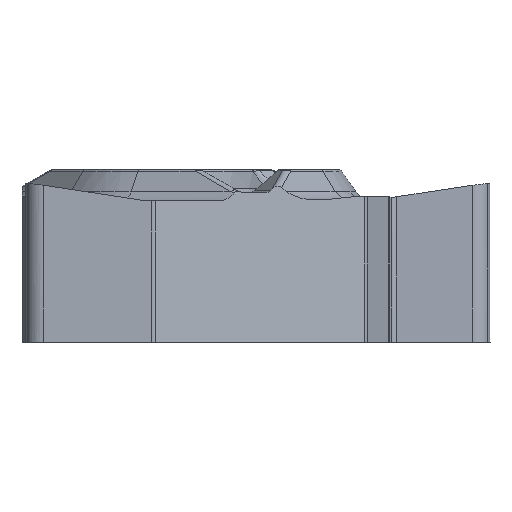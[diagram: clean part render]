
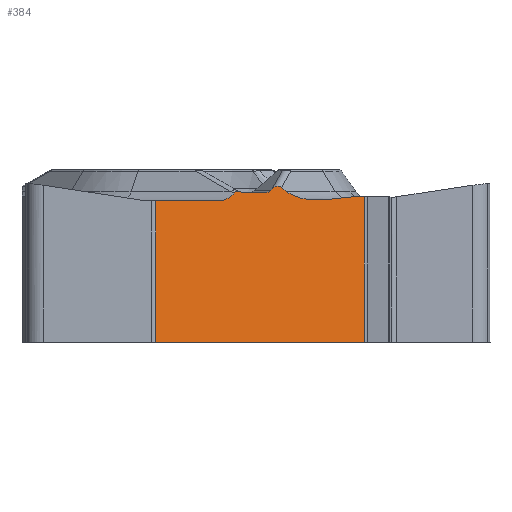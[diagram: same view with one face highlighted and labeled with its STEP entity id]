
A CAD part, front view. The second image highlights one B-rep face of the part: STEP entity #384.
In plain terms, the highlighted planar face has unit normal (0.5, -0.866, 0).
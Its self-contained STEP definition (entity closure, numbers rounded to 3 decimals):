
#167=FACE_OUTER_BOUND('',#606,.T.);
#326=ELLIPSE('',#2868,1.5,0.75);
#327=ELLIPSE('',#2869,0.304,0.205);
#328=ELLIPSE('',#2870,0.309,0.3);
#329=ELLIPSE('',#2871,0.309,0.3);
#330=ELLIPSE('',#2872,0.884,0.75);
#384=ADVANCED_FACE('',(#167),#541,.F.);
#541=PLANE('',#2873);
#606=EDGE_LOOP('',(#1007,#1008,#1009,#1010,#1011,#1012,#1013,#1014,#1015,
#1016,#1017,#1018,#1019,#1020,#1021));
#1007=ORIENTED_EDGE('',*,*,#2055,.T.);
#1008=ORIENTED_EDGE('',*,*,#1970,.F.);
#1009=ORIENTED_EDGE('',*,*,#2056,.T.);
#1010=ORIENTED_EDGE('',*,*,#2057,.T.);
#1011=ORIENTED_EDGE('',*,*,#2058,.T.);
#1012=ORIENTED_EDGE('',*,*,#2059,.T.);
#1013=ORIENTED_EDGE('',*,*,#2060,.F.);
#1014=ORIENTED_EDGE('',*,*,#2061,.F.);
#1015=ORIENTED_EDGE('',*,*,#2062,.T.);
#1016=ORIENTED_EDGE('',*,*,#2063,.T.);
#1017=ORIENTED_EDGE('',*,*,#2064,.F.);
#1018=ORIENTED_EDGE('',*,*,#2065,.T.);
#1019=ORIENTED_EDGE('',*,*,#2066,.F.);
#1020=ORIENTED_EDGE('',*,*,#2067,.T.);
#1021=ORIENTED_EDGE('',*,*,#2068,.T.);
#1717=VERTEX_POINT('',#4342);
#1718=VERTEX_POINT('',#4344);
#1787=VERTEX_POINT('',#4538);
#1788=VERTEX_POINT('',#4540);
#1789=VERTEX_POINT('',#4542);
#1790=VERTEX_POINT('',#4544);
#1791=VERTEX_POINT('',#4546);
#1792=VERTEX_POINT('',#4548);
#1793=VERTEX_POINT('',#4550);
#1794=VERTEX_POINT('',#4552);
#1795=VERTEX_POINT('',#4554);
#1796=VERTEX_POINT('',#4556);
#1797=VERTEX_POINT('',#4558);
#1798=VERTEX_POINT('',#4572);
#1799=VERTEX_POINT('',#4574);
#1970=EDGE_CURVE('',#1717,#1718,#2375,.T.);
#2055=EDGE_CURVE('',#1787,#1718,#2425,.T.);
#2056=EDGE_CURVE('',#1717,#1788,#2426,.T.);
#2057=EDGE_CURVE('',#1788,#1789,#2427,.T.);
#2058=EDGE_CURVE('',#1789,#1790,#2428,.T.);
#2059=EDGE_CURVE('',#1790,#1791,#326,.T.);
#2060=EDGE_CURVE('',#1792,#1791,#2429,.T.);
#2061=EDGE_CURVE('',#1793,#1792,#327,.T.);
#2062=EDGE_CURVE('',#1793,#1794,#2430,.T.);
#2063=EDGE_CURVE('',#1794,#1795,#328,.T.);
#2064=EDGE_CURVE('',#1796,#1795,#2431,.T.);
#2065=EDGE_CURVE('',#1796,#1797,#329,.T.);
#2066=EDGE_CURVE('',#1798,#1797,#2738,.T.);
#2067=EDGE_CURVE('',#1798,#1799,#330,.T.);
#2068=EDGE_CURVE('',#1799,#1787,#2432,.T.);
#2375=LINE('',#4343,#2555);
#2425=LINE('',#4537,#2605);
#2426=LINE('',#4539,#2606);
#2427=LINE('',#4541,#2607);
#2428=LINE('',#4543,#2608);
#2429=LINE('',#4547,#2609);
#2430=LINE('',#4551,#2610);
#2431=LINE('',#4555,#2611);
#2432=LINE('',#4575,#2612);
#2555=VECTOR('',#3142,1.);
#2605=VECTOR('',#3290,1.);
#2606=VECTOR('',#3291,1.);
#2607=VECTOR('',#3292,1.);
#2608=VECTOR('',#3293,1.);
#2609=VECTOR('',#3296,1.);
#2610=VECTOR('',#3299,1.);
#2611=VECTOR('',#3302,1.);
#2612=VECTOR('',#3307,1.);
#2738=B_SPLINE_CURVE_WITH_KNOTS('',3,(#4559,#4560,#4561,#4562,#4563,#4564,
#4565,#4566,#4567,#4568,#4569,#4570,#4571),.UNSPECIFIED.,.F.,.F.,(4,3,3,
3,4),(0.,0.251,0.501,0.761,1.),
 .UNSPECIFIED.);
#2868=AXIS2_PLACEMENT_3D('',#4545,#3294,#3295);
#2869=AXIS2_PLACEMENT_3D('',#4549,#3297,#3298);
#2870=AXIS2_PLACEMENT_3D('',#4553,#3300,#3301);
#2871=AXIS2_PLACEMENT_3D('',#4557,#3303,#3304);
#2872=AXIS2_PLACEMENT_3D('',#4573,#3305,#3306);
#2873=AXIS2_PLACEMENT_3D('',#4576,#3308,#3309);
#3142=DIRECTION('',(-0.866,-0.5,0.));
#3290=DIRECTION('',(0.,0.,-1.));
#3291=DIRECTION('',(0.,0.,1.));
#3292=DIRECTION('',(-0.866,-0.5,0.));
#3293=DIRECTION('',(-0.863,-0.498,-0.088));
#3294=DIRECTION('',(-0.5,0.866,0.));
#3295=DIRECTION('',(-0.866,-0.5,0.));
#3296=DIRECTION('',(0.705,0.407,-0.581));
#3297=DIRECTION('',(-0.5,0.866,0.));
#3298=DIRECTION('',(0.743,0.429,0.514));
#3299=DIRECTION('',(-0.672,-0.388,-0.631));
#3300=DIRECTION('',(-0.5,0.866,0.));
#3301=DIRECTION('',(0.866,0.5,0.));
#3302=DIRECTION('',(0.866,0.5,0.));
#3303=DIRECTION('',(-0.5,0.866,0.));
#3304=DIRECTION('',(0.866,0.5,0.));
#3305=DIRECTION('',(-0.5,0.866,0.));
#3306=DIRECTION('',(0.866,0.5,0.));
#3307=DIRECTION('',(-0.866,-0.5,0.));
#3308=DIRECTION('',(-0.5,0.866,0.));
#3309=DIRECTION('',(-0.866,-0.5,0.));
#4342=CARTESIAN_POINT('',(5.665,-4.062,-5.56));
#4343=CARTESIAN_POINT('',(3.175,-5.499,-5.56));
#4344=CARTESIAN_POINT('',(-1.665,-8.293,-5.56));
#4537=CARTESIAN_POINT('',(-1.665,-8.293,-5.56));
#4538=CARTESIAN_POINT('',(-1.665,-8.293,-0.603));
#4539=CARTESIAN_POINT('',(5.665,-4.062,-0.458));
#4540=CARTESIAN_POINT('',(5.665,-4.062,-0.458));
#4541=CARTESIAN_POINT('',(3.175,-5.499,-0.458));
#4542=CARTESIAN_POINT('',(5.255,-4.299,-0.458));
#4543=CARTESIAN_POINT('',(5.12,-4.376,-0.472));
#4544=CARTESIAN_POINT('',(4.211,-4.901,-0.565));
#4545=CARTESIAN_POINT('',(3.985,-5.032,0.174));
#4546=CARTESIAN_POINT('',(2.921,-5.646,-0.256));
#4547=CARTESIAN_POINT('',(-12.245,-14.402,12.249));
#4548=CARTESIAN_POINT('',(2.757,-5.741,-0.121));
#4549=CARTESIAN_POINT('',(2.565,-5.851,-0.32));
#4550=CARTESIAN_POINT('',(2.429,-5.93,-0.181));
#4551=CARTESIAN_POINT('',(9.024,-2.122,6.019));
#4552=CARTESIAN_POINT('',(2.366,-5.966,-0.24));
#4553=CARTESIAN_POINT('',(2.194,-6.065,-0.01));
#4554=CARTESIAN_POINT('',(2.194,-6.065,-0.31));
#4555=CARTESIAN_POINT('',(-4.359,-9.849,-0.31));
#4556=CARTESIAN_POINT('',(1.413,-6.516,-0.31));
#4557=CARTESIAN_POINT('',(1.413,-6.516,-0.01));
#4558=CARTESIAN_POINT('',(1.303,-6.58,-0.283));
#4559=CARTESIAN_POINT('',(1.096,-6.7,-0.323));
#4560=CARTESIAN_POINT('',(1.108,-6.692,-0.307));
#4561=CARTESIAN_POINT('',(1.124,-6.684,-0.294));
#4562=CARTESIAN_POINT('',(1.14,-6.674,-0.285));
#4563=CARTESIAN_POINT('',(1.157,-6.664,-0.275));
#4564=CARTESIAN_POINT('',(1.175,-6.654,-0.268));
#4565=CARTESIAN_POINT('',(1.194,-6.643,-0.265));
#4566=CARTESIAN_POINT('',(1.213,-6.632,-0.262));
#4567=CARTESIAN_POINT('',(1.233,-6.621,-0.262));
#4568=CARTESIAN_POINT('',(1.252,-6.61,-0.266));
#4569=CARTESIAN_POINT('',(1.269,-6.599,-0.269));
#4570=CARTESIAN_POINT('',(1.287,-6.589,-0.275));
#4571=CARTESIAN_POINT('',(1.303,-6.58,-0.283));
#4572=CARTESIAN_POINT('',(1.096,-6.7,-0.323));
#4573=CARTESIAN_POINT('',(0.499,-7.044,0.147));
#4574=CARTESIAN_POINT('',(0.499,-7.044,-0.603));
#4575=CARTESIAN_POINT('',(-4.359,-9.849,-0.603));
#4576=CARTESIAN_POINT('',(3.175,-5.499,25.));
